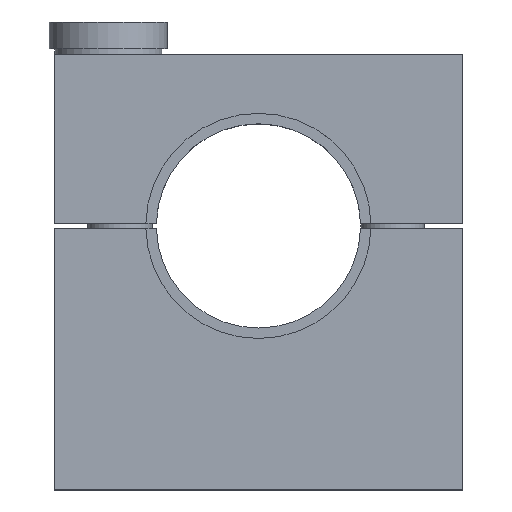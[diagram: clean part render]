
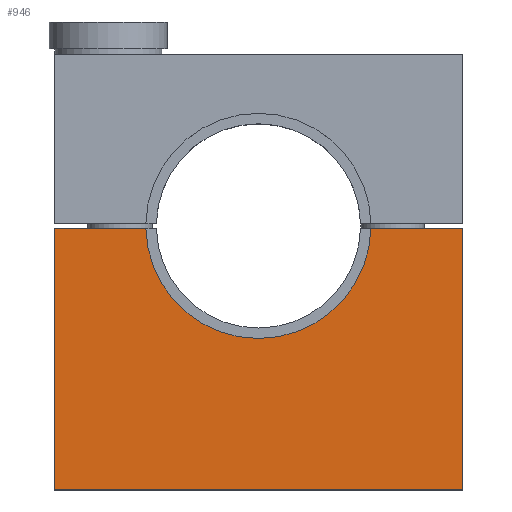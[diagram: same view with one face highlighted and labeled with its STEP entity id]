
A CAD part, top view. The second image highlights one B-rep face of the part: STEP entity #946.
In plain terms, the highlighted planar face has unit normal (0, 0, 1).
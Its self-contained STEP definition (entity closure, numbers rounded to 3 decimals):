
#256=CARTESIAN_POINT('',(0.,0.,12.7));
#257=DIRECTION('',(0.,0.,1.));
#258=DIRECTION('',(-1.,-0.024,0.));
#259=AXIS2_PLACEMENT_3D('',#256,#257,#258);
#261=DIRECTION('',(1.,0.,0.));
#262=VECTOR('',#261,8.553);
#263=CARTESIAN_POINT('',(10.497,-0.25,12.7));
#264=LINE('',#263,#262);
#265=DIRECTION('',(0.,1.,0.));
#266=VECTOR('',#265,24.36);
#267=CARTESIAN_POINT('',(19.05,-24.61,12.7));
#268=LINE('',#267,#266);
#269=DIRECTION('',(1.,0.,0.));
#270=VECTOR('',#269,38.1);
#271=CARTESIAN_POINT('',(-19.05,-24.61,12.7));
#272=LINE('',#271,#270);
#273=DIRECTION('',(0.,-1.,0.));
#274=VECTOR('',#273,24.36);
#275=CARTESIAN_POINT('',(-19.05,-0.25,12.7));
#276=LINE('',#275,#274);
#277=DIRECTION('',(1.,0.,0.));
#278=VECTOR('',#277,8.553);
#279=CARTESIAN_POINT('',(-19.05,-0.25,12.7));
#280=LINE('',#279,#278);
#485=CARTESIAN_POINT('',(-19.05,-24.61,12.7));
#486=CARTESIAN_POINT('',(19.05,-24.61,12.7));
#487=VERTEX_POINT('',#485);
#488=VERTEX_POINT('',#486);
#502=CARTESIAN_POINT('',(-19.05,-0.25,12.7));
#504=VERTEX_POINT('',#502);
#510=CARTESIAN_POINT('',(19.05,-0.25,12.7));
#512=VERTEX_POINT('',#510);
#529=CARTESIAN_POINT('',(-10.497,-0.25,12.7));
#530=CARTESIAN_POINT('',(10.497,-0.25,12.7));
#531=VERTEX_POINT('',#529);
#532=VERTEX_POINT('',#530);
#930=CARTESIAN_POINT('',(0.,0.,12.7));
#931=DIRECTION('',(0.,0.,1.));
#932=DIRECTION('',(1.,0.,0.));
#933=AXIS2_PLACEMENT_3D('',#930,#931,#932);
#934=PLANE('',#933);
#935=ORIENTED_EDGE('',*,*,#904,.T.);
#936=ORIENTED_EDGE('',*,*,#755,.T.);
#938=ORIENTED_EDGE('',*,*,#937,.F.);
#940=ORIENTED_EDGE('',*,*,#939,.F.);
#942=ORIENTED_EDGE('',*,*,#941,.F.);
#943=ORIENTED_EDGE('',*,*,#783,.T.);
#944=EDGE_LOOP('',(#935,#936,#938,#940,#942,#943));
#945=FACE_OUTER_BOUND('',#944,.F.);
#946=ADVANCED_FACE('',(#945),#934,.T.);
#260=CIRCLE('',#259,10.5);
#755=EDGE_CURVE('',#532,#512,#264,.T.);
#783=EDGE_CURVE('',#504,#531,#280,.T.);
#904=EDGE_CURVE('',#531,#532,#260,.T.);
#937=EDGE_CURVE('',#488,#512,#268,.T.);
#939=EDGE_CURVE('',#487,#488,#272,.T.);
#941=EDGE_CURVE('',#504,#487,#276,.T.);
